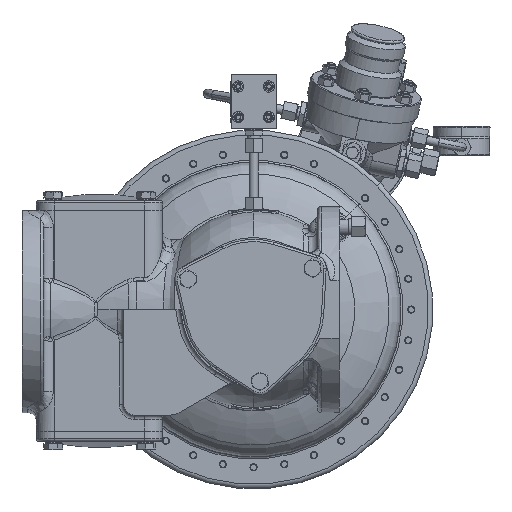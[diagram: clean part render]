
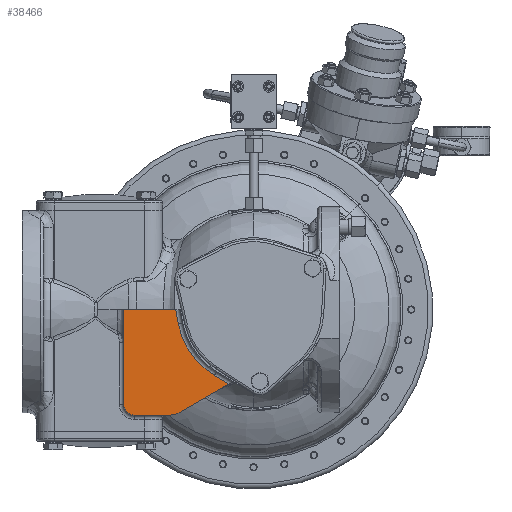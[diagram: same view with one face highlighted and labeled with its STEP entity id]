
A CAD part, front view. The second image highlights one B-rep face of the part: STEP entity #38466.
In plain terms, the highlighted planar face has unit normal (0, -1, 0).
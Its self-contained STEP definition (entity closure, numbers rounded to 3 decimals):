
#339 = CARTESIAN_POINT ( 'NONE',  ( 0., -83., 0. ) ) ;
#903 = LINE ( 'NONE', #19420, #48435 ) ;
#1161 = EDGE_CURVE ( 'Defeature ausgef�hrt1_370+Defeature ausgef�hrt1_412+Defeature ausgef�hrt1_580+Defeature ausgef�hrt1_414', #91582, #12501, #72629, .T. ) ;
#4918 = EDGE_CURVE ( 'Defeature ausgef�hrt1_370+Defeature ausgef�hrt1_580+Defeature ausgef�hrt1_579+Defeature ausgef�hrt1_412', #40275, #91582, #110924, .T. ) ;
#5027 = EDGE_CURVE ( 'Defeature ausgef�hrt1_370+Defeature ausgef�hrt1_413+Defeature ausgef�hrt1_415+Defeature ausgef�hrt1_578', #76028, #95354, #903, .T. ) ;
#6765 = VECTOR ( 'NONE', #101874, 1000. ) ;
#9910 = ORIENTED_EDGE ( 'NONE', *, *, #47264, .T. ) ;
#10620 = VERTEX_POINT ( 'NONE', #23147 ) ;
#12501 = VERTEX_POINT ( 'NONE', #44988 ) ;
#13093 = CIRCLE ( 'NONE', #117772, 12. ) ;
#13992 = EDGE_CURVE ( 'Defeature ausgef�hrt1_370+Defeature ausgef�hrt1_415+Defeature ausgef�hrt1_416+Defeature ausgef�hrt1_413', #10620, #76028, #86646, .T. ) ;
#14436 = ORIENTED_EDGE ( 'NONE', *, *, #32013, .T. ) ;
#18302 = CARTESIAN_POINT ( 'NONE',  ( -82.301, -83., -114.321 ) ) ;
#18351 = VECTOR ( 'NONE', #47050, 1000. ) ;
#19420 = CARTESIAN_POINT ( 'NONE',  ( -82.301, -83., -114.321 ) ) ;
#20316 = CARTESIAN_POINT ( 'NONE',  ( -94.962, -83., -42.52 ) ) ;
#20924 = LINE ( 'NONE', #20316, #6765 ) ;
#23147 = CARTESIAN_POINT ( 'NONE',  ( -92.301, -83., -117. ) ) ;
#24316 = CIRCLE ( 'NONE', #69917, 85. ) ;
#25867 = CARTESIAN_POINT ( 'NONE',  ( -132., -83., -105. ) ) ;
#25944 = AXIS2_PLACEMENT_3D ( 'NONE', #34601, #63684, #107875 ) ;
#29799 = LINE ( 'NONE', #57109, #18351 ) ;
#32013 = EDGE_CURVE ( 'Defeature ausgef�hrt1_370+Defeature ausgef�hrt1_578+Defeature ausgef�hrt1_413+Defeature ausgef�hrt1_579', #95354, #74015, #20924, .T. ) ;
#34168 = ORIENTED_EDGE ( 'NONE', *, *, #65596, .T. ) ;
#34601 = CARTESIAN_POINT ( 'NONE',  ( -92.301, -83., -97. ) ) ;
#36843 = ORIENTED_EDGE ( 'NONE', *, *, #4918, .T. ) ;
#37295 = DIRECTION ( 'NONE',  ( 0.866, 0., 0.5 ) ) ;
#37645 = AXIS2_PLACEMENT_3D ( 'NONE', #84736, #113919, #49620 ) ;
#38466 = ADVANCED_FACE ( 'Defeature ausgef�hrt1_370', ( #66841 ), #41828, .F. ) ;
#40275 = VERTEX_POINT ( 'NONE', #42569 ) ;
#41828 = PLANE ( 'NONE',  #37645 ) ;
#41921 = DIRECTION ( 'NONE',  ( 0., -1., 0. ) ) ;
#42569 = CARTESIAN_POINT ( 'NONE',  ( -83.533, -83., -15.722 ) ) ;
#44988 = CARTESIAN_POINT ( 'NONE',  ( -144., -83., 0. ) ) ;
#46828 = DIRECTION ( 'NONE',  ( 1., 0., 0. ) ) ;
#47050 = DIRECTION ( 'NONE',  ( 1., 0., 0. ) ) ;
#47264 = EDGE_CURVE ( 'Defeature ausgef�hrt1_370+Defeature ausgef�hrt1_417+Defeature ausgef�hrt1_414+Defeature ausgef�hrt1_416', #53786, #81779, #13093, .T. ) ;
#48215 = VECTOR ( 'NONE', #112899, 1000. ) ;
#48435 = VECTOR ( 'NONE', #37295, 1000. ) ;
#49620 = DIRECTION ( 'NONE',  ( 1., 0., 0. ) ) ;
#50409 = VECTOR ( 'NONE', #82343, 1000. ) ;
#53786 = VERTEX_POINT ( 'NONE', #110777 ) ;
#55162 = ORIENTED_EDGE ( 'NONE', *, *, #5027, .T. ) ;
#57109 = CARTESIAN_POINT ( 'NONE',  ( -132., -83., -117. ) ) ;
#57468 = LINE ( 'NONE', #102170, #48215 ) ;
#58489 = EDGE_CURVE ( 'Defeature ausgef�hrt1_370+Defeature ausgef�hrt1_414+Defeature ausgef�hrt1_412+Defeature ausgef�hrt1_417', #12501, #53786, #57468, .T. ) ;
#63151 = ORIENTED_EDGE ( 'NONE', *, *, #104886, .T. ) ;
#63684 = DIRECTION ( 'NONE',  ( 0., -1., 0. ) ) ;
#64762 = CARTESIAN_POINT ( 'NONE',  ( -86.492, -83., 0. ) ) ;
#65596 = EDGE_CURVE ( 'Defeature ausgef�hrt1_370+Defeature ausgef�hrt1_416+Defeature ausgef�hrt1_417+Defeature ausgef�hrt1_415', #81779, #10620, #29799, .T. ) ;
#66841 = FACE_OUTER_BOUND ( 'NONE', #102079, .T. ) ;
#67049 = ORIENTED_EDGE ( 'NONE', *, *, #1161, .T. ) ;
#69867 = ORIENTED_EDGE ( 'NONE', *, *, #13992, .T. ) ;
#69917 = AXIS2_PLACEMENT_3D ( 'NONE', #339, #73038, #46828 ) ;
#72629 = LINE ( 'NONE', #74417, #106585 ) ;
#73038 = DIRECTION ( 'NONE',  ( 0., 1., 0. ) ) ;
#73124 = CARTESIAN_POINT ( 'NONE',  ( -132., -83., -117. ) ) ;
#74015 = VERTEX_POINT ( 'NONE', #74214 ) ;
#74214 = CARTESIAN_POINT ( 'NONE',  ( -43.344, -83., -73.118 ) ) ;
#74417 = CARTESIAN_POINT ( 'NONE',  ( 0., -83., 0. ) ) ;
#76028 = VERTEX_POINT ( 'NONE', #18302 ) ;
#81779 = VERTEX_POINT ( 'NONE', #73124 ) ;
#82343 = DIRECTION ( 'NONE',  ( -0.185, 0., 0.983 ) ) ;
#84736 = CARTESIAN_POINT ( 'NONE',  ( -132., -83., -105. ) ) ;
#86646 = CIRCLE ( 'NONE', #25944, 20. ) ;
#91582 = VERTEX_POINT ( 'NONE', #64762 ) ;
#91848 = CARTESIAN_POINT ( 'NONE',  ( -68.963, -83., -93.136 ) ) ;
#95354 = VERTEX_POINT ( 'NONE', #105618 ) ;
#101874 = DIRECTION ( 'NONE',  ( -0.86, 0., 0.51 ) ) ;
#102079 = EDGE_LOOP ( 'NONE', ( #63151, #36843, #67049, #116112, #9910, #34168, #69867, #55162, #14436 ) ) ;
#102170 = CARTESIAN_POINT ( 'NONE',  ( -144., -83., 0. ) ) ;
#104886 = EDGE_CURVE ( 'Defeature ausgef�hrt1_370+Defeature ausgef�hrt1_579+Defeature ausgef�hrt1_578+Defeature ausgef�hrt1_580', #74015, #40275, #24316, .T. ) ;
#105618 = CARTESIAN_POINT ( 'NONE',  ( -27.354, -83., -82.597 ) ) ;
#106585 = VECTOR ( 'NONE', #112518, 1000. ) ;
#107875 = DIRECTION ( 'NONE',  ( 1., 0., 0. ) ) ;
#110777 = CARTESIAN_POINT ( 'NONE',  ( -144., -83., -105. ) ) ;
#110924 = LINE ( 'NONE', #91848, #50409 ) ;
#112518 = DIRECTION ( 'NONE',  ( -1., 0., 0. ) ) ;
#112899 = DIRECTION ( 'NONE',  ( 0., 0., -1. ) ) ;
#113919 = DIRECTION ( 'NONE',  ( 0., 1., 0. ) ) ;
#114582 = DIRECTION ( 'NONE',  ( 1., 0., 0. ) ) ;
#116112 = ORIENTED_EDGE ( 'NONE', *, *, #58489, .T. ) ;
#117772 = AXIS2_PLACEMENT_3D ( 'NONE', #25867, #41921, #114582 ) ;
